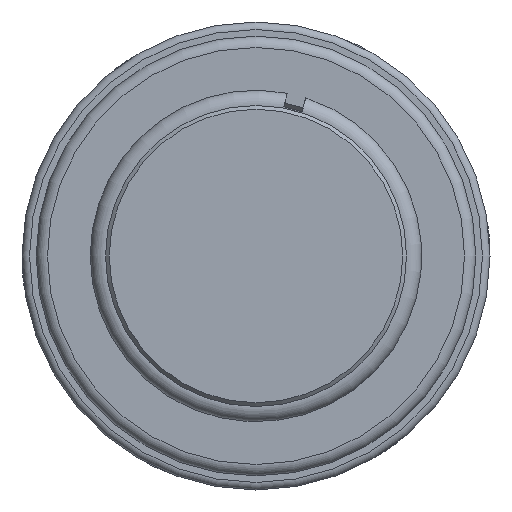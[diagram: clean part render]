
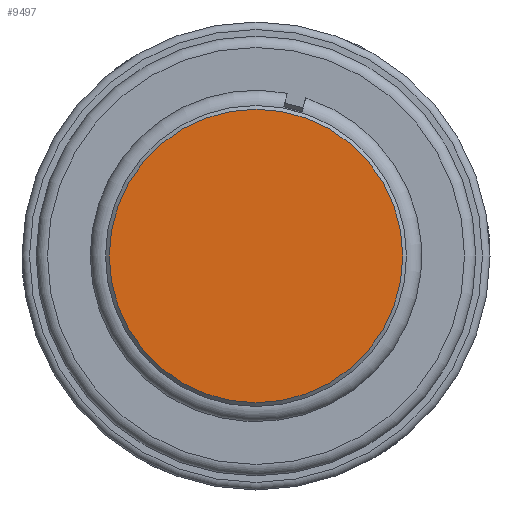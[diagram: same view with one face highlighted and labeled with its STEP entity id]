
A CAD part, left-side view. The second image highlights one B-rep face of the part: STEP entity #9497.
In plain terms, the highlighted planar face has unit normal (-1, 0, 0).
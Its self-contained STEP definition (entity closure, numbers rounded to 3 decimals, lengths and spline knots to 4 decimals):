
#340=CIRCLE('',#10038,7.775);
#1823=PLANE('',#10037);
#2296=FACE_OUTER_BOUND('',#2843,.T.);
#2843=EDGE_LOOP('',(#8255));
#4322=VERTEX_POINT('',#66479);
#5650=EDGE_CURVE('',#4322,#4322,#340,.T.);
#8255=ORIENTED_EDGE('',*,*,#5650,.F.);
#9497=ADVANCED_FACE('',(#2296),#1823,.T.);
#10037=AXIS2_PLACEMENT_3D('',#66478,#11574,#11575);
#10038=AXIS2_PLACEMENT_3D('',#66480,#11576,#11577);
#11574=DIRECTION('center_axis',(-1.,0.,0.));
#11575=DIRECTION('ref_axis',(0.,0.,1.));
#11576=DIRECTION('center_axis',(1.,0.,0.));
#11577=DIRECTION('ref_axis',(0.,1.,0.));
#66478=CARTESIAN_POINT('Origin',(0.,-6.7875,0.));
#66479=CARTESIAN_POINT('',(0.,-7.775,0.));
#66480=CARTESIAN_POINT('Origin',(0.,0.,0.));
